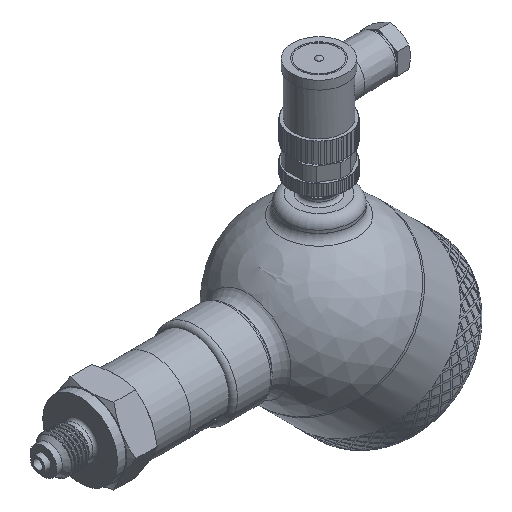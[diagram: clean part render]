
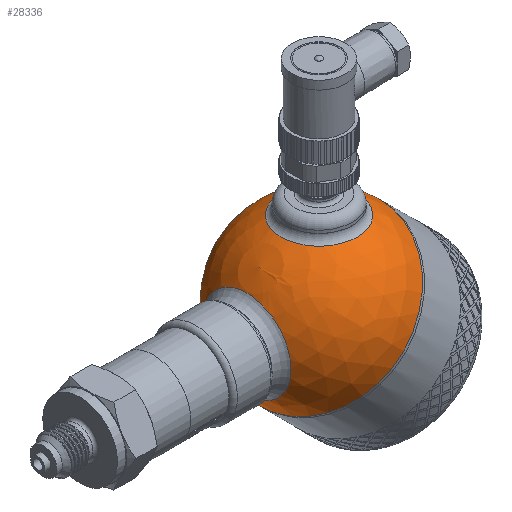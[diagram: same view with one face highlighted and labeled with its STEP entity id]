
A CAD part, isometric view. The second image highlights one B-rep face of the part: STEP entity #28336.
In plain terms, the highlighted spherical face has radius 30 mm.
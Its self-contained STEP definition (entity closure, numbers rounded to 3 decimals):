
#45=SPHERICAL_SURFACE('',#30048,30.);
#127=FACE_BOUND('',#3795,.T.);
#128=FACE_BOUND('',#3796,.T.);
#1986=FACE_OUTER_BOUND('',#3794,.T.);
#3794=EDGE_LOOP('',(#20223,#20224,#20225,#20226));
#3795=EDGE_LOOP('',(#20227));
#3796=EDGE_LOOP('',(#20228));
#5504=CIRCLE('',#29970,30.);
#5505=CIRCLE('',#29971,30.);
#5532=CIRCLE('',#30044,13.5);
#5535=CIRCLE('',#30049,30.);
#5536=CIRCLE('',#30050,15.643);
#11004=VERTEX_POINT('',#39540);
#11005=VERTEX_POINT('',#39542);
#11504=VERTEX_POINT('',#45929);
#11506=VERTEX_POINT('',#45936);
#11507=VERTEX_POINT('',#45938);
#14049=EDGE_CURVE('',#11004,#11005,#5504,.T.);
#14050=EDGE_CURVE('',#11005,#11004,#5505,.T.);
#14801=EDGE_CURVE('',#11504,#11504,#5532,.T.);
#14804=EDGE_CURVE('',#11005,#11506,#5535,.T.);
#14805=EDGE_CURVE('',#11507,#11507,#5536,.T.);
#20223=ORIENTED_EDGE('',*,*,#14050,.F.);
#20224=ORIENTED_EDGE('',*,*,#14804,.T.);
#20225=ORIENTED_EDGE('',*,*,#14804,.F.);
#20226=ORIENTED_EDGE('',*,*,#14049,.F.);
#20227=ORIENTED_EDGE('',*,*,#14805,.F.);
#20228=ORIENTED_EDGE('',*,*,#14801,.F.);
#28336=ADVANCED_FACE('',(#1986,#127,#128),#45,.T.);
#29970=AXIS2_PLACEMENT_3D('',#39543,#31782,#31783);
#29971=AXIS2_PLACEMENT_3D('',#39544,#31784,#31785);
#30044=AXIS2_PLACEMENT_3D('',#45930,#32194,#32195);
#30048=AXIS2_PLACEMENT_3D('',#45935,#32202,#32203);
#30049=AXIS2_PLACEMENT_3D('',#45937,#32204,#32205);
#30050=AXIS2_PLACEMENT_3D('',#45939,#32206,#32207);
#31782=DIRECTION('center_axis',(1.,0.,0.));
#31783=DIRECTION('ref_axis',(0.,1.,0.));
#31784=DIRECTION('center_axis',(1.,0.,0.));
#31785=DIRECTION('ref_axis',(0.,1.,0.));
#32194=DIRECTION('center_axis',(-0.707,0.,-0.707));
#32195=DIRECTION('ref_axis',(-0.707,0.,0.707));
#32202=DIRECTION('center_axis',(1.,0.,0.));
#32203=DIRECTION('ref_axis',(0.,-1.,0.));
#32204=DIRECTION('center_axis',(0.,0.,1.));
#32205=DIRECTION('ref_axis',(0.,1.,0.));
#32206=DIRECTION('center_axis',(-0.707,0.,0.707));
#32207=DIRECTION('ref_axis',(0.707,0.,0.707));
#39540=CARTESIAN_POINT('',(0.,-30.,0.));
#39542=CARTESIAN_POINT('',(0.,30.,0.));
#39543=CARTESIAN_POINT('Origin',(0.,0.,0.));
#39544=CARTESIAN_POINT('Origin',(0.,0.,0.));
#45929=CARTESIAN_POINT('',(-9.398,0.,-28.49));
#45930=CARTESIAN_POINT('Origin',(-18.944,0.,-18.944));
#45935=CARTESIAN_POINT('Origin',(0.,0.,0.));
#45936=CARTESIAN_POINT('',(-30.,0.,0.));
#45937=CARTESIAN_POINT('Origin',(0.,0.,0.));
#45938=CARTESIAN_POINT('',(-29.162,0.,7.04));
#45939=CARTESIAN_POINT('Origin',(-18.101,0.,18.101));
